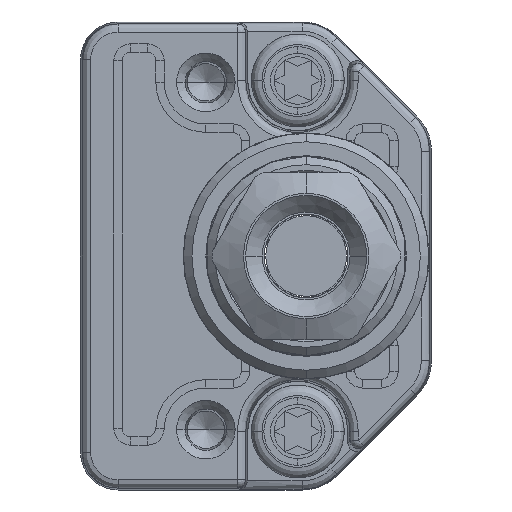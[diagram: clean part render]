
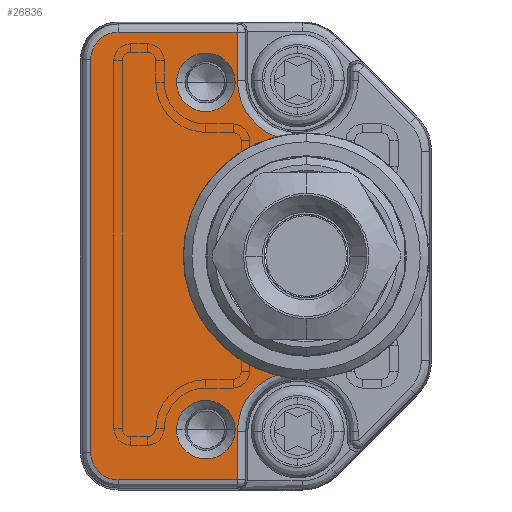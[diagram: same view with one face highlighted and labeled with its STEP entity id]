
A CAD part, left-side view. The second image highlights one B-rep face of the part: STEP entity #26836.
In plain terms, the highlighted planar face has unit normal (-1, 0, 0).
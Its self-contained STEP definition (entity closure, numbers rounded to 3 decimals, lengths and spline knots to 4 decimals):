
#2738=DIRECTION('',(0.,0.,1.));
#2739=VECTOR('',#2738,0.1138);
#2740=CARTESIAN_POINT('',(-0.5118,0.4572,
-0.5272));
#2741=LINE('',#2740,#2739);
#2742=DIRECTION('',(0.,-1.,0.));
#2743=VECTOR('',#2742,0.281);
#2744=CARTESIAN_POINT('',(-0.5118,0.7382,
-0.5272));
#2745=LINE('',#2744,#2743);
#2746=CARTESIAN_POINT('',(-0.5118,0.7382,
-0.4626));
#2747=DIRECTION('',(-1.,0.,0.));
#2748=DIRECTION('',(0.,1.,0.));
#2749=AXIS2_PLACEMENT_3D('',#2746,#2747,#2748);
#2751=DIRECTION('',(0.,0.,-1.));
#2752=VECTOR('',#2751,0.9252);
#2753=CARTESIAN_POINT('',(-0.5118,0.8028,
0.4626));
#2754=LINE('',#2753,#2752);
#2755=CARTESIAN_POINT('',(-0.5118,0.7382,
0.4626));
#2756=DIRECTION('',(-1.,0.,0.));
#2757=DIRECTION('',(0.,0.,1.));
#2758=AXIS2_PLACEMENT_3D('',#2755,#2756,#2757);
#2760=DIRECTION('',(0.,1.,0.));
#2761=VECTOR('',#2760,0.281);
#2762=CARTESIAN_POINT('',(-0.5118,0.4572,
0.5272));
#2763=LINE('',#2762,#2761);
#2764=DIRECTION('',(0.,0.,1.));
#2765=VECTOR('',#2764,0.1138);
#2766=CARTESIAN_POINT('',(-0.5118,0.4572,
0.4134));
#2767=LINE('',#2766,#2765);
#2768=CARTESIAN_POINT('',(-0.5118,0.315,
0.4134));
#2769=DIRECTION('',(1.,0.,0.));
#2770=DIRECTION('',(0.,0.359,-0.933));
#2771=AXIS2_PLACEMENT_3D('',#2768,#2769,#2770);
#2773=CARTESIAN_POINT('',(-0.5118,0.2953,0.));
#2774=DIRECTION('',(-1.,0.,0.));
#2775=DIRECTION('',(0.,0.244,0.97));
#2776=AXIS2_PLACEMENT_3D('',#2773,#2774,#2775);
#2778=CARTESIAN_POINT('',(-0.5118,0.315,
-0.4134));
#2779=DIRECTION('',(1.,0.,0.));
#2780=DIRECTION('',(0.,1.,0.));
#2781=AXIS2_PLACEMENT_3D('',#2778,#2779,#2780);
#2783=CARTESIAN_POINT('',(-0.5118,0.5315,
-0.4091));
#2784=DIRECTION('',(1.,0.,0.));
#2785=DIRECTION('',(0.,-1.,0.));
#2786=AXIS2_PLACEMENT_3D('',#2783,#2784,#2785);
#2788=CARTESIAN_POINT('',(-0.5118,0.5315,
-0.4091));
#2789=DIRECTION('',(1.,0.,0.));
#2790=DIRECTION('',(0.,1.,0.));
#2791=AXIS2_PLACEMENT_3D('',#2788,#2789,#2790);
#2793=CARTESIAN_POINT('',(-0.5118,0.5315,
0.4091));
#2794=DIRECTION('',(1.,0.,0.));
#2795=DIRECTION('',(0.,-1.,0.));
#2796=AXIS2_PLACEMENT_3D('',#2793,#2794,#2795);
#2798=CARTESIAN_POINT('',(-0.5118,0.5315,
0.4091));
#2799=DIRECTION('',(1.,0.,0.));
#2800=DIRECTION('',(0.,1.,0.));
#2801=AXIS2_PLACEMENT_3D('',#2798,#2799,#2800);
#20882=CARTESIAN_POINT('',(-0.5118,0.8028,
-0.4626));
#20883=CARTESIAN_POINT('',(-0.5118,0.7382,
-0.5272));
#20884=VERTEX_POINT('',#20882);
#20885=VERTEX_POINT('',#20883);
#20890=CARTESIAN_POINT('',(-0.5118,0.8028,
0.4626));
#20891=VERTEX_POINT('',#20890);
#20894=CARTESIAN_POINT('',(-0.5118,0.7382,
0.5272));
#20895=VERTEX_POINT('',#20894);
#20922=CARTESIAN_POINT('',(-0.5118,0.4572,
-0.5272));
#20923=CARTESIAN_POINT('',(-0.5118,0.4572,
-0.4134));
#20924=VERTEX_POINT('',#20922);
#20925=VERTEX_POINT('',#20923);
#20947=CARTESIAN_POINT('',(-0.5118,0.366,
-0.2806));
#20948=VERTEX_POINT('',#20947);
#20963=CARTESIAN_POINT('',(-0.5118,0.4572,
0.4134));
#20964=CARTESIAN_POINT('',(-0.5118,0.4572,
0.5272));
#20965=VERTEX_POINT('',#20963);
#20966=VERTEX_POINT('',#20964);
#20987=CARTESIAN_POINT('',(-0.5118,0.366,
0.2806));
#20988=VERTEX_POINT('',#20987);
#21031=CARTESIAN_POINT('',(-0.5118,0.4626,
-0.4091));
#21032=CARTESIAN_POINT('',(-0.5118,0.6004,
-0.4091));
#21033=VERTEX_POINT('',#21031);
#21034=VERTEX_POINT('',#21032);
#21039=CARTESIAN_POINT('',(-0.5118,0.4626,
0.4091));
#21040=CARTESIAN_POINT('',(-0.5118,0.6004,
0.4091));
#21041=VERTEX_POINT('',#21039);
#21042=VERTEX_POINT('',#21040);
#26799=CARTESIAN_POINT('',(-0.5118,0.,0.));
#26800=DIRECTION('',(-1.,0.,0.));
#26801=DIRECTION('',(0.,0.,1.));
#26802=AXIS2_PLACEMENT_3D('',#26799,#26800,#26801);
#26803=PLANE('',#26802);
#26805=ORIENTED_EDGE('',*,*,#26804,.F.);
#26807=ORIENTED_EDGE('',*,*,#26806,.F.);
#26809=ORIENTED_EDGE('',*,*,#26808,.F.);
#26811=ORIENTED_EDGE('',*,*,#26810,.F.);
#26813=ORIENTED_EDGE('',*,*,#26812,.F.);
#26815=ORIENTED_EDGE('',*,*,#26814,.F.);
#26816=ORIENTED_EDGE('',*,*,#26790,.F.);
#26817=ORIENTED_EDGE('',*,*,#26748,.F.);
#26819=ORIENTED_EDGE('',*,*,#26818,.T.);
#26821=ORIENTED_EDGE('',*,*,#26820,.F.);
#26822=EDGE_LOOP('',(#26805,#26807,#26809,#26811,#26813,#26815,#26816,#26817,
#26819,#26821));
#26823=FACE_OUTER_BOUND('',#26822,.F.);
#26825=ORIENTED_EDGE('',*,*,#26824,.F.);
#26827=ORIENTED_EDGE('',*,*,#26826,.F.);
#26828=EDGE_LOOP('',(#26825,#26827));
#26829=FACE_BOUND('',#26828,.F.);
#26831=ORIENTED_EDGE('',*,*,#26830,.F.);
#26833=ORIENTED_EDGE('',*,*,#26832,.F.);
#26834=EDGE_LOOP('',(#26831,#26833));
#26835=FACE_BOUND('',#26834,.F.);
#26836=ADVANCED_FACE('',(#26823,#26829,#26835),#26803,.T.);
#2750=CIRCLE('',#2749,0.0646);
#2759=CIRCLE('',#2758,0.0646);
#2772=CIRCLE('',#2771,0.1423);
#2777=CIRCLE('',#2776,0.2894);
#2782=CIRCLE('',#2781,0.1423);
#2787=CIRCLE('',#2786,0.0689);
#2792=CIRCLE('',#2791,0.0689);
#2797=CIRCLE('',#2796,0.0689);
#2802=CIRCLE('',#2801,0.0689);
#26748=EDGE_CURVE('',#20988,#20965,#2772,.T.);
#26790=EDGE_CURVE('',#20965,#20966,#2767,.T.);
#26804=EDGE_CURVE('',#20924,#20925,#2741,.T.);
#26806=EDGE_CURVE('',#20885,#20924,#2745,.T.);
#26808=EDGE_CURVE('',#20884,#20885,#2750,.T.);
#26810=EDGE_CURVE('',#20891,#20884,#2754,.T.);
#26812=EDGE_CURVE('',#20895,#20891,#2759,.T.);
#26814=EDGE_CURVE('',#20966,#20895,#2763,.T.);
#26818=EDGE_CURVE('',#20988,#20948,#2777,.T.);
#26820=EDGE_CURVE('',#20925,#20948,#2782,.T.);
#26824=EDGE_CURVE('',#21033,#21034,#2787,.T.);
#26826=EDGE_CURVE('',#21034,#21033,#2792,.T.);
#26830=EDGE_CURVE('',#21041,#21042,#2797,.T.);
#26832=EDGE_CURVE('',#21042,#21041,#2802,.T.);
